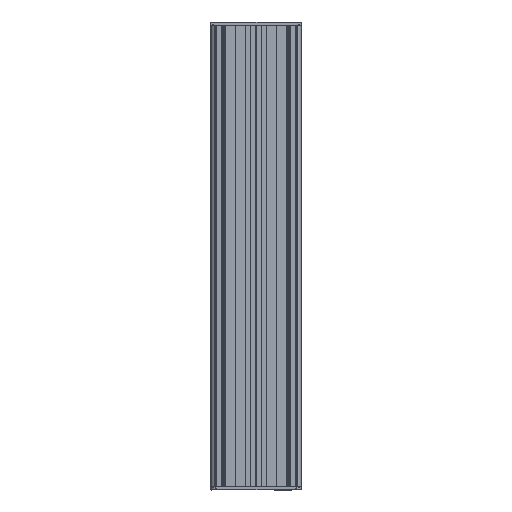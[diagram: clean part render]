
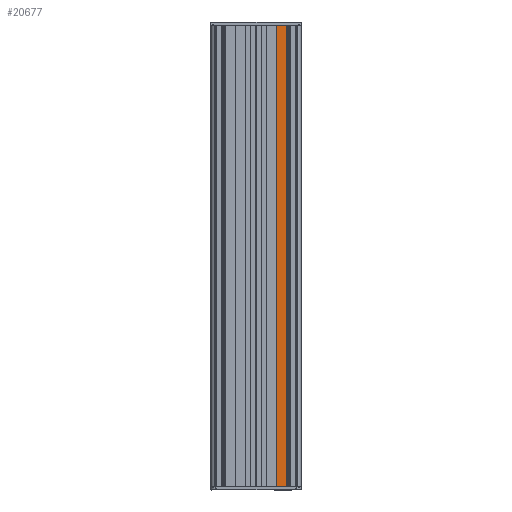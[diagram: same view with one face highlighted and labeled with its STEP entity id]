
A CAD part, left-side view. The second image highlights one B-rep face of the part: STEP entity #20677.
In plain terms, the highlighted free-form (B-spline) face has degree [1, 1] with [2, 2] control points.
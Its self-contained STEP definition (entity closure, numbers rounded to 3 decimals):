
#15985 = VERTEX_POINT('',#15986);
#15986 = CARTESIAN_POINT('',(-290.312,-39.459,
    -598.323));
#15994 = EDGE_CURVE('',#15995,#15985,#15997,.T.);
#15995 = VERTEX_POINT('',#15996);
#15996 = CARTESIAN_POINT('',(-290.312,-26.581,
    -598.323));
#15997 = B_SPLINE_CURVE_WITH_KNOTS('',1,(#15998,#15999),.UNSPECIFIED.,
  .F.,.F.,(2,2),(-10.725,-0.975),.PIECEWISE_BEZIER_KNOTS.);
#15998 = CARTESIAN_POINT('',(-290.312,-26.581,
    -598.323));
#15999 = CARTESIAN_POINT('',(-290.312,-39.459,
    -598.323));
#18978 = VERTEX_POINT('',#18979);
#18979 = CARTESIAN_POINT('',(-290.312,-26.581,
    -3.962));
#18987 = EDGE_CURVE('',#18978,#18988,#18990,.T.);
#18988 = VERTEX_POINT('',#18989);
#18989 = CARTESIAN_POINT('',(-290.312,-39.459,
    -3.962));
#18990 = B_SPLINE_CURVE_WITH_KNOTS('',1,(#18991,#18992),.UNSPECIFIED.,
  .F.,.F.,(2,2),(58.975,68.725),.PIECEWISE_BEZIER_KNOTS.);
#18991 = CARTESIAN_POINT('',(-290.312,-26.581,
    -3.962));
#18992 = CARTESIAN_POINT('',(-290.312,-39.459,
    -3.962));
#20677 = ADVANCED_FACE('',(#20678),#20692,.T.);
#20678 = FACE_BOUND('',#20679,.T.);
#20679 = EDGE_LOOP('',(#20680,#20685,#20686,#20691));
#20680 = ORIENTED_EDGE('',*,*,#20681,.T.);
#20681 = EDGE_CURVE('',#18978,#15995,#20682,.T.);
#20682 = B_SPLINE_CURVE_WITH_KNOTS('',1,(#20683,#20684),.UNSPECIFIED.,
  .F.,.F.,(2,2),(-450.,-0.),.PIECEWISE_BEZIER_KNOTS.);
#20683 = CARTESIAN_POINT('',(-290.312,-26.581,
    -3.962));
#20684 = CARTESIAN_POINT('',(-290.312,-26.581,
    -598.323));
#20685 = ORIENTED_EDGE('',*,*,#15994,.T.);
#20686 = ORIENTED_EDGE('',*,*,#20687,.T.);
#20687 = EDGE_CURVE('',#15985,#18988,#20688,.T.);
#20688 = B_SPLINE_CURVE_WITH_KNOTS('',1,(#20689,#20690),.UNSPECIFIED.,
  .F.,.F.,(2,2),(0.,450.),.PIECEWISE_BEZIER_KNOTS.);
#20689 = CARTESIAN_POINT('',(-290.312,-39.459,
    -598.323));
#20690 = CARTESIAN_POINT('',(-290.312,-39.459,
    -3.962));
#20691 = ORIENTED_EDGE('',*,*,#18987,.F.);
#20692 = B_SPLINE_SURFACE_WITH_KNOTS('',1,1,(
    (#20693,#20694)
    ,(#20695,#20696
    )),.UNSPECIFIED.,.F.,.F.,.F.,(2,2),(2,2),(-10.725,-0.975),(0.,450.),
  .PIECEWISE_BEZIER_KNOTS.);
#20693 = CARTESIAN_POINT('',(-290.312,-26.581,
    -598.323));
#20694 = CARTESIAN_POINT('',(-290.312,-26.581,
    -3.962));
#20695 = CARTESIAN_POINT('',(-290.312,-39.459,
    -598.323));
#20696 = CARTESIAN_POINT('',(-290.312,-39.459,
    -3.962));
